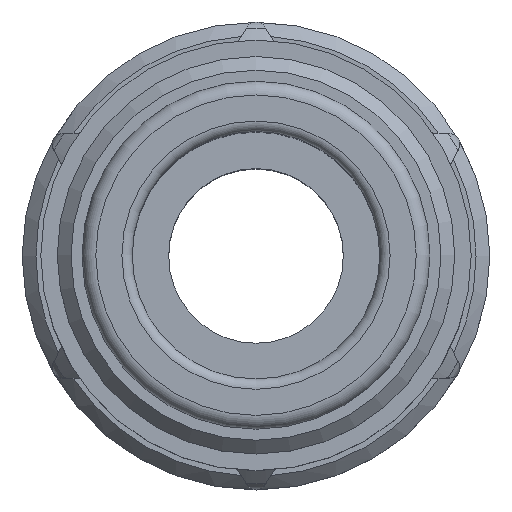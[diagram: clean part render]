
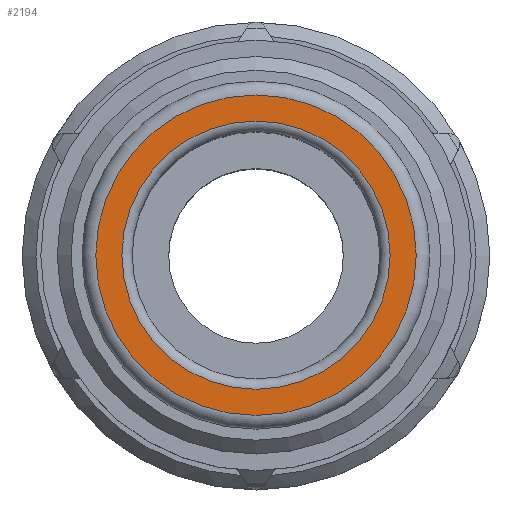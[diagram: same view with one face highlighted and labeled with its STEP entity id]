
A CAD part, top view. The second image highlights one B-rep face of the part: STEP entity #2194.
In plain terms, the highlighted planar face has unit normal (0, 0, 1).
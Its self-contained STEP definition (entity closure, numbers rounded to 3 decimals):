
#32=PLANE('',#2418);
#203=CIRCLE('',#2419,11.65);
#204=CIRCLE('',#2420,9.75);
#724=ORIENTED_EDGE('',*,*,#1316,.F.);
#725=ORIENTED_EDGE('',*,*,#1317,.T.);
#1316=EDGE_CURVE('',#1573,#1573,#203,.T.);
#1317=EDGE_CURVE('',#1574,#1574,#204,.T.);
#1573=VERTEX_POINT('',#4043);
#1574=VERTEX_POINT('',#4045);
#1843=EDGE_LOOP('',(#724));
#1844=EDGE_LOOP('',(#725));
#2005=FACE_BOUND('',#1843,.T.);
#2006=FACE_BOUND('',#1844,.T.);
#2194=ADVANCED_FACE('',(#2005,#2006),#32,.F.);
#2418=AXIS2_PLACEMENT_3D('',#4041,#2895,#2896);
#2419=AXIS2_PLACEMENT_3D('',#4042,#2897,#2898);
#2420=AXIS2_PLACEMENT_3D('',#4044,#2899,#2900);
#2895=DIRECTION('',(0.,0.,-1.));
#2896=DIRECTION('',(-1.,0.,0.));
#2897=DIRECTION('',(0.,0.,-1.));
#2898=DIRECTION('',(-1.,0.,0.));
#2899=DIRECTION('',(0.,0.,-1.));
#2900=DIRECTION('',(0.,1.,0.));
#4041=CARTESIAN_POINT('',(0.,0.,42.3));
#4042=CARTESIAN_POINT('',(0.,0.,42.3));
#4043=CARTESIAN_POINT('',(-11.65,0.,42.3));
#4044=CARTESIAN_POINT('',(0.,0.,42.3));
#4045=CARTESIAN_POINT('',(0.,9.75,42.3));
